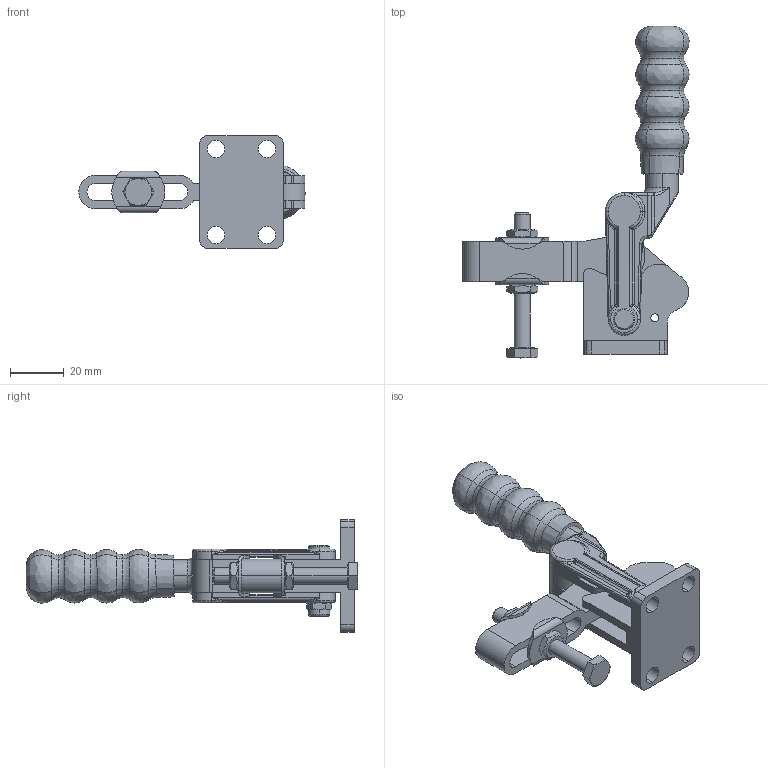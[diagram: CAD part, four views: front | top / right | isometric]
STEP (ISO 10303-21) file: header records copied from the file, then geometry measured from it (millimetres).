
FILE_DESCRIPTION((''),'2;1');
FILE_NAME('M17.stp','2009-11-06T11:06:23',('David'),(''),'Autodesk Inventor 8','Autodesk Inventor 8','');
FILE_SCHEMA(('AUTOMOTIVE_DESIGN { 1 0 10303 214 1 1 1 1 }'));
Length unit declared in the file: millimetre
Products named in the file (7): M17; M17 SIDEPLATE ASSEMBLY; M17 HANDLE ASSEMBLY; M17 LINK ASSEMBLY; M17 U-BAR; M17 FLANGED WASHER ASSEMBLY; ISO 4017  (Regular Thread) M6 x 50
Assembly tree (6 placements, depth 2):
  M17
    M17 SIDEPLATE ASSEMBLY
    M17 HANDLE ASSEMBLY
    M17 LINK ASSEMBLY
    M17 U-BAR
    M17 FLANGED WASHER ASSEMBLY
    ISO 4017  (Regular Thread) M6 x 50
Bounding box: 84.17 x 123.41 x 42 mm (x, y, z)
Volume: 47214.3 mm3; surface area: 29669.4 mm2
Topology: 7 solids, 7 shells, 509 faces, 1297 edges, 802 vertices
Faces by surface type: cylinder 208, plane 124, torus 68, bspline 63, cone 46
Entity records: 20201 total; most frequent: CARTESIAN_POINT 7903, DIRECTION 2611, ORIENTED_EDGE 2572, EDGE_CURVE 1286, AXIS2_PLACEMENT_3D 1072, VERTEX_POINT 805, CIRCLE 606, EDGE_LOOP 557
